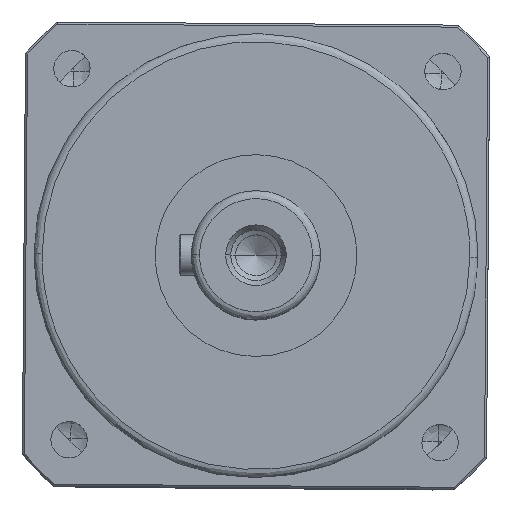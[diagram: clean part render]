
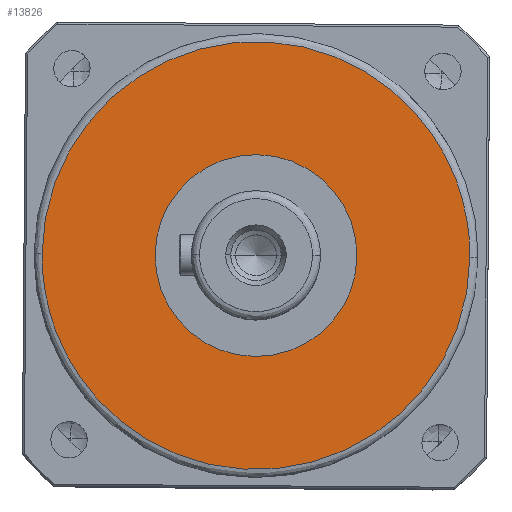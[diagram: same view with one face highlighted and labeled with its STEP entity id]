
A CAD part, top view. The second image highlights one B-rep face of the part: STEP entity #13826.
In plain terms, the highlighted planar face has unit normal (0, 0, 1).
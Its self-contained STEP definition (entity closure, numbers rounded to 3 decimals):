
#429 = EDGE_CURVE ( 'NONE', #14365, #5990, #7272, .T. ) ;
#552 = EDGE_CURVE ( 'NONE', #15013, #5522, #14457, .T. ) ;
#3215 = CIRCLE ( 'NONE', #6428, 25. ) ;
#4002 = ORIENTED_EDGE ( 'NONE', *, *, #429, .T. ) ;
#4888 = CARTESIAN_POINT ( 'NONE',  ( 0., 0., 160. ) ) ;
#5072 = AXIS2_PLACEMENT_3D ( 'NONE', #6860, #17022, #8281 ) ;
#5522 = VERTEX_POINT ( 'NONE', #16547 ) ;
#5834 = CARTESIAN_POINT ( 'NONE',  ( -53., 0., 160. ) ) ;
#5990 = VERTEX_POINT ( 'NONE', #6773 ) ;
#6177 = CARTESIAN_POINT ( 'NONE',  ( 53., 0., 160. ) ) ;
#6320 = DIRECTION ( 'NONE',  ( -1., 0., 0. ) ) ;
#6428 = AXIS2_PLACEMENT_3D ( 'NONE', #4888, #15026, #6320 ) ;
#6539 = CARTESIAN_POINT ( 'NONE',  ( 53., 106., 160. ) ) ;
#6658 = CARTESIAN_POINT ( 'NONE',  ( 25., 0., 160. ) ) ;
#6773 = CARTESIAN_POINT ( 'NONE',  ( -25., 0., 160. ) ) ;
#6860 = CARTESIAN_POINT ( 'NONE',  ( 0., 0., 160. ) ) ;
#7272 = CIRCLE ( 'NONE', #16701, 25. ) ;
#7305 = CARTESIAN_POINT ( 'NONE',  ( -53., 106., 160. ) ) ;
#8281 = DIRECTION ( 'NONE',  ( 1., 0., 0. ) ) ;
#8665 = CARTESIAN_POINT ( 'NONE',  ( 53., -106., 160. ) ) ;
#9365 = FACE_BOUND ( 'NONE', #14526, .T. ) ;
#10091 = EDGE_CURVE ( 'NONE', #5990, #14365, #3215, .T. ) ;
#10347 = CARTESIAN_POINT ( 'NONE',  ( -53., 0., 160. ) ) ;
#10490 = ORIENTED_EDGE ( 'NONE', *, *, #10091, .T. ) ;
#10907 = CARTESIAN_POINT ( 'NONE',  ( -53., 0., 160. ) ) ;
#11582 = CARTESIAN_POINT ( 'NONE',  ( 53., 0., 160. ) ) ;
#13826 = ADVANCED_FACE ( 'NONE', ( #16664, #9365 ), #15452, .T. ) ;
#14365 = VERTEX_POINT ( 'NONE', #6658 ) ;
#14457 =( BOUNDED_CURVE ( )  B_SPLINE_CURVE ( 3, ( #10907, #7305, #6539, #6177 ),
 .UNSPECIFIED., .F., .F. ) 
 B_SPLINE_CURVE_WITH_KNOTS ( ( 4, 4 ),
 ( 0.5, 1. ),
 .UNSPECIFIED. ) 
 CURVE ( )  GEOMETRIC_REPRESENTATION_ITEM ( )  RATIONAL_B_SPLINE_CURVE ( ( 1., 0.333, 0.333, 1. ) ) 
 REPRESENTATION_ITEM ( '' )  );
#14526 = EDGE_LOOP ( 'NONE', ( #10490, #4002 ) ) ;
#14544 = CARTESIAN_POINT ( 'NONE',  ( -53., -106., 160. ) ) ;
#14562 = ORIENTED_EDGE ( 'NONE', *, *, #16520, .F. ) ;
#14758 = DIRECTION ( 'NONE',  ( -1., 0., 0. ) ) ;
#15013 = VERTEX_POINT ( 'NONE', #10347 ) ;
#15026 = DIRECTION ( 'NONE',  ( 0., 0., -1. ) ) ;
#15161 =( BOUNDED_CURVE ( )  B_SPLINE_CURVE ( 3, ( #11582, #8665, #14544, #5834 ),
 .UNSPECIFIED., .F., .F. ) 
 B_SPLINE_CURVE_WITH_KNOTS ( ( 4, 4 ),
 ( 0., 0.5 ),
 .UNSPECIFIED. ) 
 CURVE ( )  GEOMETRIC_REPRESENTATION_ITEM ( )  RATIONAL_B_SPLINE_CURVE ( ( 1., 0.333, 0.333, 1. ) ) 
 REPRESENTATION_ITEM ( '' )  );
#15385 = EDGE_LOOP ( 'NONE', ( #16262, #14562 ) ) ;
#15402 = DIRECTION ( 'NONE',  ( 0., 0., -1. ) ) ;
#15452 = PLANE ( 'NONE',  #5072 ) ;
#15462 = CARTESIAN_POINT ( 'NONE',  ( 0., 0., 160. ) ) ;
#16262 = ORIENTED_EDGE ( 'NONE', *, *, #552, .F. ) ;
#16520 = EDGE_CURVE ( 'NONE', #5522, #15013, #15161, .T. ) ;
#16547 = CARTESIAN_POINT ( 'NONE',  ( 53., 0., 160. ) ) ;
#16664 = FACE_OUTER_BOUND ( 'NONE', #15385, .T. ) ;
#16701 = AXIS2_PLACEMENT_3D ( 'NONE', #15462, #15402, #14758 ) ;
#17022 = DIRECTION ( 'NONE',  ( 0., 0., 1. ) ) ;
